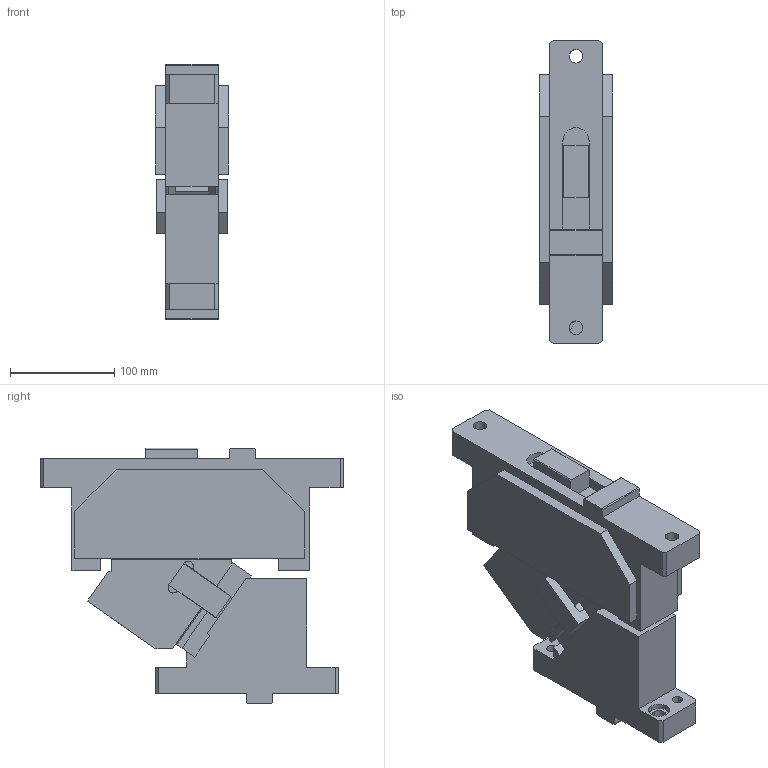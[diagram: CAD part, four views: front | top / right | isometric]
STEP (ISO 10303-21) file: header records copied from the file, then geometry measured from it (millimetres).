
FILE_DESCRIPTION(('CATIA V5 STEP Exchange'),'2;1');
FILE_NAME('CACN_F_50_55.stp','2015-04-24T09:56:48+00:00',('none'),('none'),'CATIA Version 5 Release 19 SP 2 (IN-10)','CATIA V5 STEP AP203','none');
FILE_SCHEMA(('CONFIG_CONTROL_DESIGN'));
Length unit declared in the file: millimetre
Products named in the file (1): CACN_F_50_55
Bounding box: 70 x 290 x 245 mm (x, y, z)
Volume: 2433423.5 mm3; surface area: 267005.2 mm2
Topology: 3 solids, 3 shells, 190 faces, 523 edges, 339 vertices
Faces by surface type: plane 155, cylinder 33, cone 2
Entity records: 6175 total; most frequent: CARTESIAN_POINT 1377, ORIENTED_EDGE 1042, DIRECTION 858, EDGE_CURVE 521, VECTOR 451, LINE 451, VERTEX_POINT 339, AXIS2_PLACEMENT_3D 228
